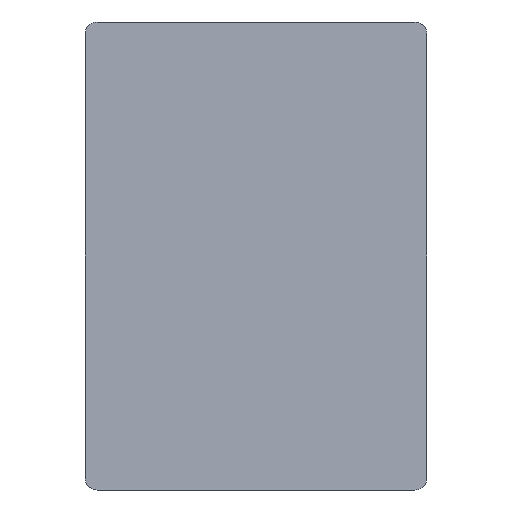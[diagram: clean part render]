
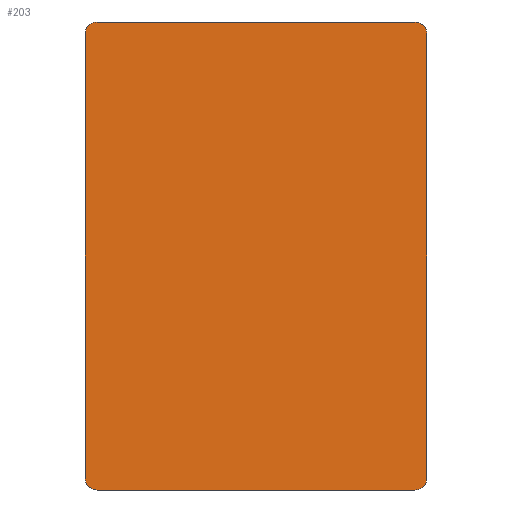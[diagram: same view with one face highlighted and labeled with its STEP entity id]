
A CAD part, front view. The second image highlights one B-rep face of the part: STEP entity #203.
In plain terms, the highlighted planar face has unit normal (0, -0.999, 0.052).
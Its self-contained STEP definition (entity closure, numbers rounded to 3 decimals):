
#21 = CARTESIAN_POINT ( 'NONE',  ( -3., -1.157, 0. ) ) ;
#38 = CARTESIAN_POINT ( 'NONE',  ( 84.7, -7.236, -115.997 ) ) ;
#41 =( BOUNDED_CURVE ( )  B_SPLINE_CURVE ( 3, ( #877, #666, #733, #194 ),
 .UNSPECIFIED., .F., .F. ) 
 B_SPLINE_CURVE_WITH_KNOTS ( ( 4, 4 ),
 ( 1.571, 3.142 ),
 .UNSPECIFIED. ) 
 CURVE ( )  GEOMETRIC_REPRESENTATION_ITEM ( )  RATIONAL_B_SPLINE_CURVE ( ( 1., 0.805, 0.805, 1. ) ) 
 REPRESENTATION_ITEM ( '' )  );
#49 = VERTEX_POINT ( 'NONE', #404 ) ;
#68 = VERTEX_POINT ( 'NONE', #21 ) ;
#72 = EDGE_CURVE ( 'NONE', #49, #475, #398, .T. ) ;
#80 = CARTESIAN_POINT ( 'NONE',  ( -3., -1.065, 1.757 ) ) ;
#129 = LINE ( 'NONE', #424, #199 ) ;
#138 = EDGE_CURVE ( 'NONE', #49, #462, #928, .T. ) ;
#159 = VERTEX_POINT ( 'NONE', #872 ) ;
#178 = CARTESIAN_POINT ( 'NONE',  ( 84.7, -7.144, -114.24 ) ) ;
#187 = DIRECTION ( 'NONE',  ( -1., 0., 0. ) ) ;
#194 = CARTESIAN_POINT ( 'NONE',  ( 0., -7.302, -117.24 ) ) ;
#199 = VECTOR ( 'NONE', #204, 1000. ) ;
#203 = ADVANCED_FACE ( 'NONE', ( #283 ), #811, .T. ) ;
#204 = DIRECTION ( 'NONE',  ( 1., 0., 0. ) ) ;
#208 = CARTESIAN_POINT ( 'NONE',  ( 84.7, -7.302, -117.24 ) ) ;
#211 =( BOUNDED_CURVE ( )  B_SPLINE_CURVE ( 3, ( #832, #982, #80, #375 ),
 .UNSPECIFIED., .F., .F. ) 
 B_SPLINE_CURVE_WITH_KNOTS ( ( 4, 4 ),
 ( 0., 1.571 ),
 .UNSPECIFIED. ) 
 CURVE ( )  GEOMETRIC_REPRESENTATION_ITEM ( )  RATIONAL_B_SPLINE_CURVE ( ( 1., 0.805, 0.805, 1. ) ) 
 REPRESENTATION_ITEM ( '' )  );
#212 = DIRECTION ( 'NONE',  ( 0., -0.052, -0.999 ) ) ;
#221 = EDGE_CURVE ( 'NONE', #499, #68, #435, .T. ) ;
#228 = EDGE_CURVE ( 'NONE', #499, #475, #41, .T. ) ;
#279 = ORIENTED_EDGE ( 'NONE', *, *, #451, .T. ) ;
#283 = FACE_OUTER_BOUND ( 'NONE', #618, .T. ) ;
#288 = DIRECTION ( 'NONE',  ( 0., 0.052, 0.999 ) ) ;
#324 = CARTESIAN_POINT ( 'NONE',  ( 83.457, -1., 3. ) ) ;
#327 = CARTESIAN_POINT ( 'NONE',  ( -3., -7.144, -114.24 ) ) ;
#331 = CARTESIAN_POINT ( 'NONE',  ( 84.7, -7.144, -114.24 ) ) ;
#339 = DIRECTION ( 'NONE',  ( 0., -0.052, -0.999 ) ) ;
#375 = CARTESIAN_POINT ( 'NONE',  ( -3., -1.157, 0. ) ) ;
#385 = VECTOR ( 'NONE', #288, 1000. ) ;
#390 = CARTESIAN_POINT ( 'NONE',  ( 84.7, -1.065, 1.757 ) ) ;
#392 = ORIENTED_EDGE ( 'NONE', *, *, #72, .F. ) ;
#398 = LINE ( 'NONE', #860, #654 ) ;
#401 = VERTEX_POINT ( 'NONE', #940 ) ;
#404 = CARTESIAN_POINT ( 'NONE',  ( 81.7, -7.302, -117.24 ) ) ;
#407 = CARTESIAN_POINT ( 'NONE',  ( 81.7, -7.302, -117.24 ) ) ;
#409 = ORIENTED_EDGE ( 'NONE', *, *, #794, .F. ) ;
#424 = CARTESIAN_POINT ( 'NONE',  ( 0., -1., 3. ) ) ;
#435 = LINE ( 'NONE', #953, #385 ) ;
#451 = EDGE_CURVE ( 'NONE', #401, #159, #544, .T. ) ;
#456 = ORIENTED_EDGE ( 'NONE', *, *, #221, .F. ) ;
#462 = VERTEX_POINT ( 'NONE', #178 ) ;
#475 = VERTEX_POINT ( 'NONE', #777 ) ;
#492 = DIRECTION ( 'NONE',  ( 0., -0.999, 0.052 ) ) ;
#499 = VERTEX_POINT ( 'NONE', #327 ) ;
#509 = AXIS2_PLACEMENT_3D ( 'NONE', #586, #492, #212 ) ;
#515 = ORIENTED_EDGE ( 'NONE', *, *, #722, .T. ) ;
#544 =( BOUNDED_CURVE ( )  B_SPLINE_CURVE ( 3, ( #931, #390, #324, #784 ),
 .UNSPECIFIED., .F., .F. ) 
 B_SPLINE_CURVE_WITH_KNOTS ( ( 4, 4 ),
 ( 1.571, 3.142 ),
 .UNSPECIFIED. ) 
 CURVE ( )  GEOMETRIC_REPRESENTATION_ITEM ( )  RATIONAL_B_SPLINE_CURVE ( ( 1., 0.805, 0.805, 1. ) ) 
 REPRESENTATION_ITEM ( '' )  );
#567 = VERTEX_POINT ( 'NONE', #805 ) ;
#576 = VECTOR ( 'NONE', #339, 1000. ) ;
#577 = ORIENTED_EDGE ( 'NONE', *, *, #862, .F. ) ;
#586 = CARTESIAN_POINT ( 'NONE',  ( 205.161, -7.302, -117.24 ) ) ;
#618 = EDGE_LOOP ( 'NONE', ( #456, #843, #392, #858, #409, #279, #577, #515 ) ) ;
#654 = VECTOR ( 'NONE', #187, 1000. ) ;
#666 = CARTESIAN_POINT ( 'NONE',  ( -3., -7.236, -115.997 ) ) ;
#714 = CARTESIAN_POINT ( 'NONE',  ( 83.457, -7.302, -117.24 ) ) ;
#722 = EDGE_CURVE ( 'NONE', #567, #68, #211, .T. ) ;
#730 = LINE ( 'NONE', #208, #576 ) ;
#733 = CARTESIAN_POINT ( 'NONE',  ( -1.757, -7.302, -117.24 ) ) ;
#777 = CARTESIAN_POINT ( 'NONE',  ( 0., -7.302, -117.24 ) ) ;
#784 = CARTESIAN_POINT ( 'NONE',  ( 81.7, -1., 3. ) ) ;
#794 = EDGE_CURVE ( 'NONE', #401, #462, #730, .T. ) ;
#805 = CARTESIAN_POINT ( 'NONE',  ( 0., -1., 3. ) ) ;
#811 = PLANE ( 'NONE',  #509 ) ;
#832 = CARTESIAN_POINT ( 'NONE',  ( 0., -1., 3. ) ) ;
#843 = ORIENTED_EDGE ( 'NONE', *, *, #228, .T. ) ;
#858 = ORIENTED_EDGE ( 'NONE', *, *, #138, .T. ) ;
#860 = CARTESIAN_POINT ( 'NONE',  ( 205.161, -7.302, -117.24 ) ) ;
#862 = EDGE_CURVE ( 'NONE', #567, #159, #129, .T. ) ;
#872 = CARTESIAN_POINT ( 'NONE',  ( 81.7, -1., 3. ) ) ;
#877 = CARTESIAN_POINT ( 'NONE',  ( -3., -7.144, -114.24 ) ) ;
#928 =( BOUNDED_CURVE ( )  B_SPLINE_CURVE ( 3, ( #407, #714, #38, #331 ),
 .UNSPECIFIED., .F., .F. ) 
 B_SPLINE_CURVE_WITH_KNOTS ( ( 4, 4 ),
 ( 0., 1.571 ),
 .UNSPECIFIED. ) 
 CURVE ( )  GEOMETRIC_REPRESENTATION_ITEM ( )  RATIONAL_B_SPLINE_CURVE ( ( 1., 0.805, 0.805, 1. ) ) 
 REPRESENTATION_ITEM ( '' )  );
#931 = CARTESIAN_POINT ( 'NONE',  ( 84.7, -1.157, 0. ) ) ;
#940 = CARTESIAN_POINT ( 'NONE',  ( 84.7, -1.157, 0. ) ) ;
#953 = CARTESIAN_POINT ( 'NONE',  ( -3., -7.302, -117.24 ) ) ;
#982 = CARTESIAN_POINT ( 'NONE',  ( -1.757, -1., 3. ) ) ;
